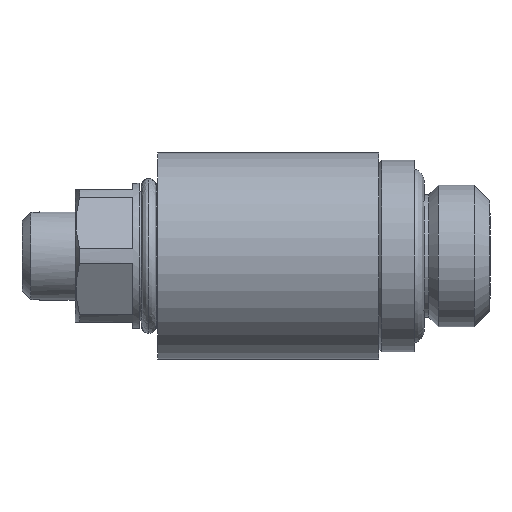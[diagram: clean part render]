
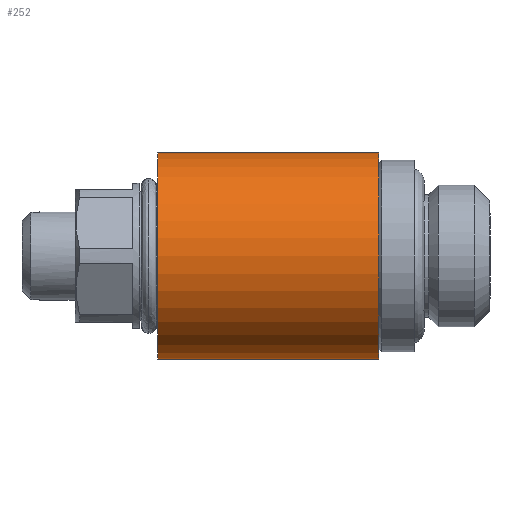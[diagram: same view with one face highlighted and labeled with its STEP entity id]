
A CAD part, left-side view. The second image highlights one B-rep face of the part: STEP entity #252.
In plain terms, the highlighted cylindrical face has radius 7 mm (diameter 14 mm), a full revolution.
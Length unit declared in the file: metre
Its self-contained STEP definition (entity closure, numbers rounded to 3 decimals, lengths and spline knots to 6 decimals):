
#252 = ADVANCED_FACE( 'NONE', ( #529, #530, #531 ), #532, .T. );
#529 = FACE_OUTER_BOUND( '', #1091, .T. );
#530 = FACE_OUTER_BOUND( '', #1092, .T. );
#531 = FACE_BOUND( '', #1093, .T. );
#532 = CYLINDRICAL_SURFACE( '', #1094, 0.007 );
#1091 = EDGE_LOOP( '', ( #1727 ) );
#1092 = EDGE_LOOP( '', ( #1728 ) );
#1093 = EDGE_LOOP( '', ( #1729, #1730 ) );
#1094 = AXIS2_PLACEMENT_3D( '', #1731, #1732, #1733 );
#1727 = ORIENTED_EDGE( '', *, *, #2163, .T. );
#1728 = ORIENTED_EDGE( '', *, *, #2157, .T. );
#1729 = ORIENTED_EDGE( '', *, *, #2047, .T. );
#1730 = ORIENTED_EDGE( '', *, *, #2164, .T. );
#1731 = CARTESIAN_POINT( '', ( 0., 0.030486, 0. ) );
#1732 = DIRECTION( '', ( 0., 1., 0. ) );
#1733 = DIRECTION( '', ( 0., 0., 1. ) );
#2047 = EDGE_CURVE( 'NONE', #2326, #2327, #2328, .T. );
#2157 = EDGE_CURVE( 'NONE', #2491, #2491, #2492, .T. );
#2163 = EDGE_CURVE( 'NONE', #2500, #2500, #2501, .T. );
#2164 = EDGE_CURVE( 'NONE', #2327, #2326, #2502, .T. );
#2326 = VERTEX_POINT( 'NONE', #2864 );
#2327 = VERTEX_POINT( 'NONE', #2865 );
#2328 = B_SPLINE_CURVE_WITH_KNOTS( '', 3, ( #2866, #2867, #2868, #2869, #2870, #2871, #2872, #2873, #2874, #2875, #2876, #2877, #2878, #2879, #2880, #2881, #2882, #2883, #2884, #2885, #2886, #2887, #2888, #2889, #2890, #2891, #2892 ), .UNSPECIFIED., .F., .F., ( 4, 1, 1, 1, 1, 1, 1, 1, 1, 1, 1, 1, 1, 1, 1, 1, 1, 1, 1, 1, 1, 1, 1, 1, 4 ), ( 0., 0.013046, 0.025793, 0.038265, 0.050487, 0.062487, 0.093214, 0.124965, 0.186481, 0.249972, 0.313463, 0.374978, 0.438393, 0.499983, 0.56157, 0.624987, 0.68647, 0.749995, 0.813457, 0.875001, 0.906778, 0.937493, 0.953457, 0.968757, 1. ), .UNSPECIFIED. );
#2491 = VERTEX_POINT( '', #3224 );
#2492 = CIRCLE( '', #3225, 0.007 );
#2500 = VERTEX_POINT( '', #3233 );
#2501 = CIRCLE( '', #3234, 0.007 );
#2502 = B_SPLINE_CURVE_WITH_KNOTS( '', 3, ( #3235, #3236, #3237, #3238, #3239, #3240, #3241, #3242, #3243, #3244, #3245, #3246, #3247, #3248, #3249, #3250, #3251, #3252, #3253, #3254, #3255, #3256, #3257, #3258, #3259, #3260, #3261 ), .UNSPECIFIED., .F., .F., ( 4, 1, 1, 1, 1, 1, 1, 1, 1, 1, 1, 1, 1, 1, 1, 1, 1, 1, 1, 1, 1, 1, 1, 1, 4 ), ( 0., 0.013047, 0.025795, 0.038267, 0.050488, 0.062486, 0.093214, 0.124965, 0.186474, 0.249972, 0.313469, 0.374979, 0.4384, 0.499984, 0.561572, 0.624988, 0.686483, 0.749995, 0.813477, 0.875002, 0.90678, 0.937493, 0.953453, 0.968758, 1. ), .UNSPECIFIED. );
#2864 = CARTESIAN_POINT( '', ( 0.005217, 0.016897, 0.004667 ) );
#2865 = CARTESIAN_POINT( '', ( 0.005218, 0.016915, -0.004667 ) );
#2866 = CARTESIAN_POINT( '', ( 0.005217, 0.016897, 0.004667 ) );
#2867 = CARTESIAN_POINT( '', ( 0.005219, 0.016965, 0.004665 ) );
#2868 = CARTESIAN_POINT( '', ( 0.005221, 0.0171, 0.004663 ) );
#2869 = CARTESIAN_POINT( '', ( 0.005231, 0.017299, 0.004651 ) );
#2870 = CARTESIAN_POINT( '', ( 0.005246, 0.017493, 0.004634 ) );
#2871 = CARTESIAN_POINT( '', ( 0.005267, 0.017682, 0.00461 ) );
#2872 = CARTESIAN_POINT( '', ( 0.005307, 0.017962, 0.004564 ) );
#2873 = CARTESIAN_POINT( '', ( 0.005381, 0.018335, 0.004478 ) );
#2874 = CARTESIAN_POINT( '', ( 0.005541, 0.018931, 0.004282 ) );
#2875 = CARTESIAN_POINT( '', ( 0.005795, 0.019637, 0.003941 ) );
#2876 = CARTESIAN_POINT( '', ( 0.006139, 0.020381, 0.003389 ) );
#2877 = CARTESIAN_POINT( '', ( 0.006473, 0.021015, 0.002706 ) );
#2878 = CARTESIAN_POINT( '', ( 0.006759, 0.021505, 0.001895 ) );
#2879 = CARTESIAN_POINT( '', ( 0.006953, 0.021825, 0.000986 ) );
#2880 = CARTESIAN_POINT( '', ( 0.007023, 0.021936, 0.000009 ) );
#2881 = CARTESIAN_POINT( '', ( 0.006955, 0.021829, -0.000967 ) );
#2882 = CARTESIAN_POINT( '', ( 0.006763, 0.021513, -0.001878 ) );
#2883 = CARTESIAN_POINT( '', ( 0.006479, 0.021026, -0.002692 ) );
#2884 = CARTESIAN_POINT( '', ( 0.006146, 0.020394, -0.003377 ) );
#2885 = CARTESIAN_POINT( '', ( 0.005801, 0.019652, -0.003932 ) );
#2886 = CARTESIAN_POINT( '', ( 0.005546, 0.018948, -0.004275 ) );
#2887 = CARTESIAN_POINT( '', ( 0.005385, 0.018352, -0.004473 ) );
#2888 = CARTESIAN_POINT( '', ( 0.005307, 0.01796, -0.004565 ) );
#2889 = CARTESIAN_POINT( '', ( 0.005262, 0.017644, -0.004617 ) );
#2890 = CARTESIAN_POINT( '', ( 0.005227, 0.017321, -0.004656 ) );
#2891 = CARTESIAN_POINT( '', ( 0.005221, 0.017078, -0.004662 ) );
#2892 = CARTESIAN_POINT( '', ( 0.005218, 0.016915, -0.004667 ) );
#3224 = CARTESIAN_POINT( '', ( 0., 0.0229, 0.007 ) );
#3225 = AXIS2_PLACEMENT_3D( '', #3620, #3621, #3622 );
#3233 = CARTESIAN_POINT( '', ( 0., 0.0079, 0.007 ) );
#3234 = AXIS2_PLACEMENT_3D( '', #3632, #3633, #3634 );
#3235 = CARTESIAN_POINT( '', ( 0.005218, 0.016915, -0.004667 ) );
#3236 = CARTESIAN_POINT( '', ( 0.005218, 0.016847, -0.004666 ) );
#3237 = CARTESIAN_POINT( '', ( 0.00522, 0.016712, -0.004663 ) );
#3238 = CARTESIAN_POINT( '', ( 0.00523, 0.016513, -0.004652 ) );
#3239 = CARTESIAN_POINT( '', ( 0.005245, 0.016318, -0.004635 ) );
#3240 = CARTESIAN_POINT( '', ( 0.005266, 0.016129, -0.004612 ) );
#3241 = CARTESIAN_POINT( '', ( 0.005306, 0.015848, -0.004566 ) );
#3242 = CARTESIAN_POINT( '', ( 0.005379, 0.015474, -0.004481 ) );
#3243 = CARTESIAN_POINT( '', ( 0.005538, 0.014876, -0.004285 ) );
#3244 = CARTESIAN_POINT( '', ( 0.005792, 0.014169, -0.003945 ) );
#3245 = CARTESIAN_POINT( '', ( 0.006137, 0.013423, -0.003393 ) );
#3246 = CARTESIAN_POINT( '', ( 0.006471, 0.012788, -0.00271 ) );
#3247 = CARTESIAN_POINT( '', ( 0.006758, 0.012296, -0.001898 ) );
#3248 = CARTESIAN_POINT( '', ( 0.006952, 0.011975, -0.000987 ) );
#3249 = CARTESIAN_POINT( '', ( 0.007023, 0.011864, -0.000009 ) );
#3250 = CARTESIAN_POINT( '', ( 0.006955, 0.011971, 0.000969 ) );
#3251 = CARTESIAN_POINT( '', ( 0.006763, 0.012288, 0.001881 ) );
#3252 = CARTESIAN_POINT( '', ( 0.006477, 0.012777, 0.002695 ) );
#3253 = CARTESIAN_POINT( '', ( 0.006143, 0.01341, 0.003381 ) );
#3254 = CARTESIAN_POINT( '', ( 0.005798, 0.014154, 0.003936 ) );
#3255 = CARTESIAN_POINT( '', ( 0.005544, 0.01486, 0.004278 ) );
#3256 = CARTESIAN_POINT( '', ( 0.005383, 0.015457, 0.004476 ) );
#3257 = CARTESIAN_POINT( '', ( 0.005305, 0.01585, 0.004567 ) );
#3258 = CARTESIAN_POINT( '', ( 0.00526, 0.016167, 0.004618 ) );
#3259 = CARTESIAN_POINT( '', ( 0.005226, 0.01649, 0.004657 ) );
#3260 = CARTESIAN_POINT( '', ( 0.005221, 0.016733, 0.004663 ) );
#3261 = CARTESIAN_POINT( '', ( 0.005217, 0.016897, 0.004667 ) );
#3620 = CARTESIAN_POINT( '', ( 0., 0.0229, 0. ) );
#3621 = DIRECTION( '', ( 0., -1., 0. ) );
#3622 = DIRECTION( '', ( 0., 0., 1. ) );
#3632 = CARTESIAN_POINT( '', ( 0., 0.0079, 0. ) );
#3633 = DIRECTION( '', ( 0., 1., 0. ) );
#3634 = DIRECTION( '', ( 0., 0., 1. ) );
